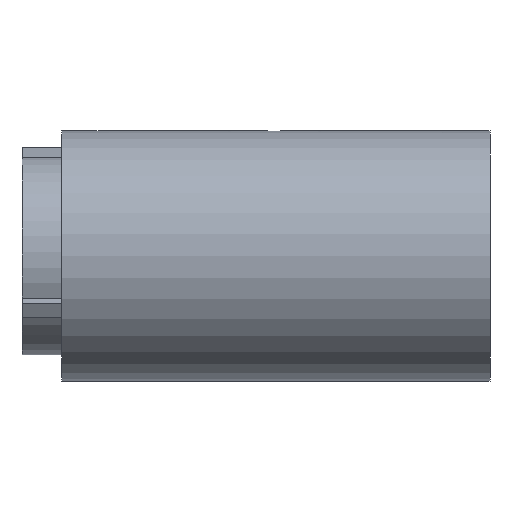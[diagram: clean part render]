
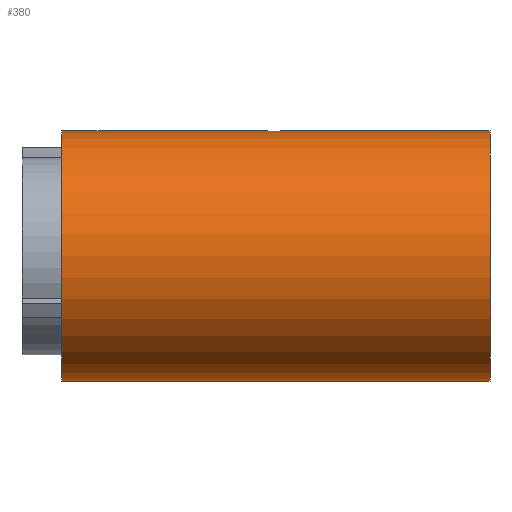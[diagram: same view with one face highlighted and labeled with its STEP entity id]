
A CAD part, left-side view. The second image highlights one B-rep face of the part: STEP entity #380.
In plain terms, the highlighted cylindrical face has radius 30.13 mm (diameter 60.26 mm), a full revolution.
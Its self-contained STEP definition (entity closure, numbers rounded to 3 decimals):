
#18=FACE_BOUND('',#88,.T.);
#22=B_SPLINE_CURVE_WITH_KNOTS('',3,(#688,#689,#690,#691,#692,#693,#694,
#695,#696,#697,#698,#699,#700,#701,#702,#703,#704,#705,#706,#707,#708,#709,
#710,#711,#712,#713),.UNSPECIFIED.,.F.,.F.,(4,2,2,2,2,2,2,2,2,2,2,2,4),
(0.226,0.283,0.339,0.396,
0.452,0.509,0.565,0.622,
0.678,0.735,0.791,0.848,
0.904),.UNSPECIFIED.);
#23=B_SPLINE_CURVE_WITH_KNOTS('',3,(#714,#715,#716,#717,#718,#719,#720,
#721,#722,#723),.UNSPECIFIED.,.F.,.F.,(4,2,2,2,4),(0.,0.057,
0.113,0.17,0.226),.UNSPECIFIED.);
#37=CIRCLE('',#425,30.13);
#38=CIRCLE('',#427,30.13);
#45=CYLINDRICAL_SURFACE('',#426,30.13);
#64=FACE_OUTER_BOUND('',#87,.T.);
#87=EDGE_LOOP('',(#331,#332,#333,#334));
#88=EDGE_LOOP('',(#335,#336));
#124=LINE('',#731,#158);
#158=VECTOR('',#528,30.15);
#190=VERTEX_POINT('',#686);
#191=VERTEX_POINT('',#687);
#192=VERTEX_POINT('',#726);
#193=VERTEX_POINT('',#729);
#240=EDGE_CURVE('',#190,#191,#22,.F.);
#241=EDGE_CURVE('',#191,#190,#23,.F.);
#243=EDGE_CURVE('',#192,#192,#37,.T.);
#244=EDGE_CURVE('',#193,#193,#38,.F.);
#245=EDGE_CURVE('',#193,#192,#124,.T.);
#331=ORIENTED_EDGE('',*,*,#244,.F.);
#332=ORIENTED_EDGE('',*,*,#245,.T.);
#333=ORIENTED_EDGE('',*,*,#243,.F.);
#334=ORIENTED_EDGE('',*,*,#245,.F.);
#335=ORIENTED_EDGE('',*,*,#240,.T.);
#336=ORIENTED_EDGE('',*,*,#241,.T.);
#380=ADVANCED_FACE('',(#64,#18),#45,.T.);
#425=AXIS2_PLACEMENT_3D('',#727,#522,#523);
#426=AXIS2_PLACEMENT_3D('',#728,#524,#525);
#427=AXIS2_PLACEMENT_3D('',#730,#526,#527);
#522=DIRECTION('center_axis',(0.,-1.,0.));
#523=DIRECTION('ref_axis',(-1.,0.,0.));
#524=DIRECTION('center_axis',(0.,1.,0.));
#525=DIRECTION('ref_axis',(-1.,0.,0.));
#526=DIRECTION('center_axis',(0.,-1.,0.));
#527=DIRECTION('ref_axis',(-1.,0.,0.));
#528=DIRECTION('',(0.,-1.,0.));
#686=CARTESIAN_POINT('',(87.424,-207.95,136.444));
#687=CARTESIAN_POINT('',(88.924,-209.45,136.48));
#688=CARTESIAN_POINT('Ctrl Pts',(88.924,-209.45,136.48));
#689=CARTESIAN_POINT('Ctrl Pts',(89.112,-209.45,136.48));
#690=CARTESIAN_POINT('Ctrl Pts',(89.313,-209.412,136.478));
#691=CARTESIAN_POINT('Ctrl Pts',(89.683,-209.259,136.47));
#692=CARTESIAN_POINT('Ctrl Pts',(89.852,-209.144,136.465));
#693=CARTESIAN_POINT('Ctrl Pts',(90.118,-208.877,136.456));
#694=CARTESIAN_POINT('Ctrl Pts',(90.233,-208.709,136.451));
#695=CARTESIAN_POINT('Ctrl Pts',(90.386,-208.339,136.443));
#696=CARTESIAN_POINT('Ctrl Pts',(90.424,-208.138,136.441));
#697=CARTESIAN_POINT('Ctrl Pts',(90.424,-207.762,136.441));
#698=CARTESIAN_POINT('Ctrl Pts',(90.386,-207.561,136.443));
#699=CARTESIAN_POINT('Ctrl Pts',(90.233,-207.191,136.451));
#700=CARTESIAN_POINT('Ctrl Pts',(90.118,-207.023,136.456));
#701=CARTESIAN_POINT('Ctrl Pts',(89.852,-206.756,136.465));
#702=CARTESIAN_POINT('Ctrl Pts',(89.683,-206.641,136.47));
#703=CARTESIAN_POINT('Ctrl Pts',(89.313,-206.488,136.478));
#704=CARTESIAN_POINT('Ctrl Pts',(89.112,-206.45,136.48));
#705=CARTESIAN_POINT('Ctrl Pts',(88.736,-206.45,136.48));
#706=CARTESIAN_POINT('Ctrl Pts',(88.535,-206.488,136.478));
#707=CARTESIAN_POINT('Ctrl Pts',(88.165,-206.641,136.472));
#708=CARTESIAN_POINT('Ctrl Pts',(87.997,-206.756,136.467));
#709=CARTESIAN_POINT('Ctrl Pts',(87.73,-207.022,136.458));
#710=CARTESIAN_POINT('Ctrl Pts',(87.615,-207.191,136.453));
#711=CARTESIAN_POINT('Ctrl Pts',(87.462,-207.561,136.446));
#712=CARTESIAN_POINT('Ctrl Pts',(87.424,-207.762,136.444));
#713=CARTESIAN_POINT('Ctrl Pts',(87.424,-207.95,136.444));
#714=CARTESIAN_POINT('Ctrl Pts',(87.424,-207.95,136.444));
#715=CARTESIAN_POINT('Ctrl Pts',(87.424,-208.138,136.444));
#716=CARTESIAN_POINT('Ctrl Pts',(87.462,-208.339,136.446));
#717=CARTESIAN_POINT('Ctrl Pts',(87.615,-208.709,136.453));
#718=CARTESIAN_POINT('Ctrl Pts',(87.73,-208.878,136.458));
#719=CARTESIAN_POINT('Ctrl Pts',(87.997,-209.144,136.467));
#720=CARTESIAN_POINT('Ctrl Pts',(88.165,-209.259,136.472));
#721=CARTESIAN_POINT('Ctrl Pts',(88.535,-209.412,136.478));
#722=CARTESIAN_POINT('Ctrl Pts',(88.736,-209.45,136.48));
#723=CARTESIAN_POINT('Ctrl Pts',(88.924,-209.45,136.48));
#726=CARTESIAN_POINT('',(119.03,-260.,106.35));
#727=CARTESIAN_POINT('Origin',(88.9,-260.,106.35));
#728=CARTESIAN_POINT('Origin',(88.9,0.,106.35));
#729=CARTESIAN_POINT('',(119.03,-156.8,106.35));
#730=CARTESIAN_POINT('Origin',(88.9,-156.8,106.35));
#731=CARTESIAN_POINT('',(119.03,0.,106.35));
